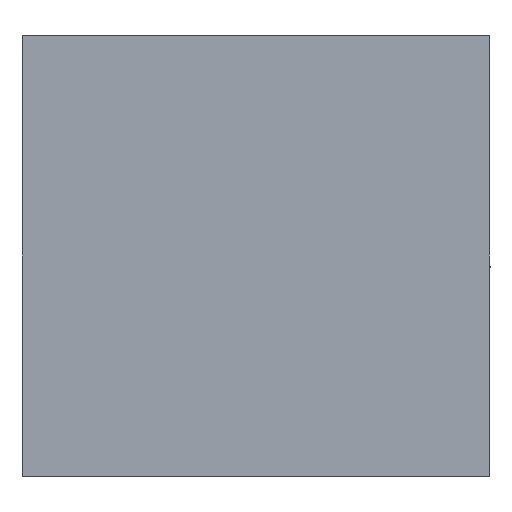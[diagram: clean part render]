
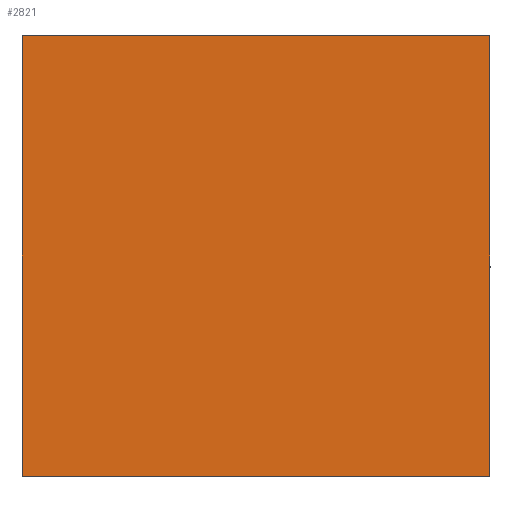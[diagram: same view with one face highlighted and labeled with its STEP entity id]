
A CAD part, left-side view. The second image highlights one B-rep face of the part: STEP entity #2821.
In plain terms, the highlighted planar face has unit normal (-1, 0, 0).
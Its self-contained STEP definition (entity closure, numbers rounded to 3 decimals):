
#1253=VERTEX_POINT('',#3282);
#1405=VERTEX_POINT('',#3446);
#1557=VERTEX_POINT('',#3615);
#1715=VERTEX_POINT('',#3798);
#2645=EDGE_CURVE('',#1405,#1557,#4856,.T.);
#2817=EDGE_CURVE('',#1253,#1405,#5044,.T.);
#2821=ADVANCED_FACE('',(#5049),#5050,.T.);
#2829=EDGE_CURVE('',#1557,#1715,#5058,.T.);
#2897=EDGE_CURVE('',#1253,#1715,#5133,.T.);
#3282=CARTESIAN_POINT('',(-40.0,17.5,80.0));
#3446=CARTESIAN_POINT('',(-40.0,17.5,0.0));
#3615=CARTESIAN_POINT('',(-40.0,-67.5,0.0));
#3798=CARTESIAN_POINT('',(-40.0,-67.5,80.0));
#4856=LINE('',#7634,#7635);
#5044=LINE('',#7884,#7885);
#5049=FACE_OUTER_BOUND('',#7890,.T.);
#5050=PLANE('',#7891);
#5058=LINE('',#7904,#7905);
#5133=LINE('',#7997,#7998);
#7634=CARTESIAN_POINT('',(-40.0,17.5,0.0));
#7635=VECTOR('',#10744,1.0);
#7884=CARTESIAN_POINT('',(-40.0,17.5,80.0));
#7885=VECTOR('',#10967,1.0);
#7890=EDGE_LOOP('',(#10977,#10978,#10979,#10980));
#7891=AXIS2_PLACEMENT_3D('',#10981,#10982,#10983);
#7904=CARTESIAN_POINT('',(-40.0,-67.5,80.0));
#7905=VECTOR('',#10986,1.0);
#7997=CARTESIAN_POINT('',(-40.0,17.5,80.0));
#7998=VECTOR('',#11071,1.0);
#10744=DIRECTION('',(0.0,-1.0,0.0));
#10967=DIRECTION('',(0.0,0.0,-1.0));
#10977=ORIENTED_EDGE('',*,*,#2829,.T.);
#10978=ORIENTED_EDGE('',*,*,#2897,.F.);
#10979=ORIENTED_EDGE('',*,*,#2817,.T.);
#10980=ORIENTED_EDGE('',*,*,#2645,.T.);
#10981=CARTESIAN_POINT('',(-40.0,17.5,0.0));
#10982=DIRECTION('',(-1.0,0.0,0.0));
#10983=DIRECTION('',(0.0,-1.0,0.0));
#10986=DIRECTION('',(0.0,0.0,1.0));
#11071=DIRECTION('',(0.0,-1.0,0.0));
